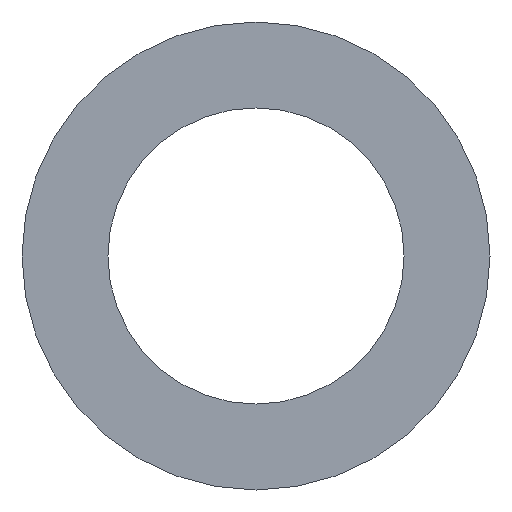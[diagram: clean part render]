
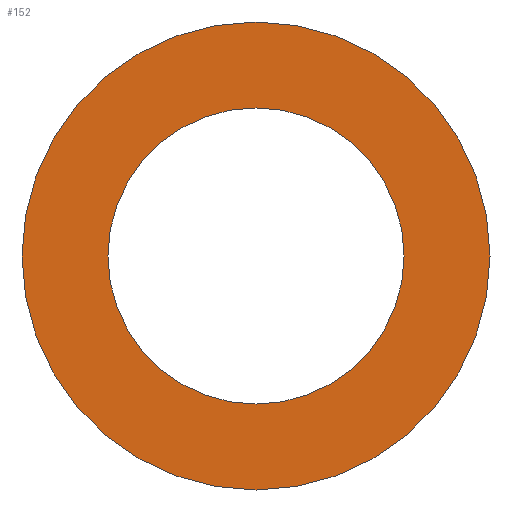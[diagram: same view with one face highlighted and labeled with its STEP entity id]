
A CAD part, front view. The second image highlights one B-rep face of the part: STEP entity #152.
In plain terms, the highlighted planar face has unit normal (0, -1, 0).
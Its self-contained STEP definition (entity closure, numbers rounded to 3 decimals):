
#1 = DIRECTION ( 'NONE',  ( 0., -1., 0. ) ) ;
#5 = FACE_BOUND ( 'NONE', #268, .T. ) ;
#19 = AXIS2_PLACEMENT_3D ( 'NONE', #272, #206, #55 ) ;
#23 = CARTESIAN_POINT ( 'NONE',  ( 0., 0., 0. ) ) ;
#25 = CIRCLE ( 'NONE', #33, 4.78 ) ;
#33 = AXIS2_PLACEMENT_3D ( 'NONE', #23, #107, #200 ) ;
#35 = VERTEX_POINT ( 'NONE', #189 ) ;
#49 = VERTEX_POINT ( 'NONE', #284 ) ;
#53 = DIRECTION ( 'NONE',  ( 0., 0., -1. ) ) ;
#55 = DIRECTION ( 'NONE',  ( 0., 0., 1. ) ) ;
#59 = ORIENTED_EDGE ( 'NONE', *, *, #106, .F. ) ;
#61 = CARTESIAN_POINT ( 'NONE',  ( 0., 0., -3.025 ) ) ;
#78 = EDGE_CURVE ( 'NONE', #35, #218, #25, .T. ) ;
#83 = DIRECTION ( 'NONE',  ( 0., -1., 0. ) ) ;
#99 = CARTESIAN_POINT ( 'NONE',  ( 0., 0., 0. ) ) ;
#101 = EDGE_LOOP ( 'NONE', ( #263, #197 ) ) ;
#106 = EDGE_CURVE ( 'NONE', #49, #166, #176, .T. ) ;
#107 = DIRECTION ( 'NONE',  ( 0., -1., 0. ) ) ;
#112 = CARTESIAN_POINT ( 'NONE',  ( 0., 0., 0. ) ) ;
#132 = FACE_OUTER_BOUND ( 'NONE', #101, .T. ) ;
#147 = EDGE_CURVE ( 'NONE', #166, #49, #188, .T. ) ;
#152 = ADVANCED_FACE ( 'NONE', ( #5, #132 ), #222, .F. ) ;
#159 = CARTESIAN_POINT ( 'NONE',  ( 0., 0., 0. ) ) ;
#166 = VERTEX_POINT ( 'NONE', #61 ) ;
#176 = CIRCLE ( 'NONE', #258, 3.025 ) ;
#177 = AXIS2_PLACEMENT_3D ( 'NONE', #159, #273, #178 ) ;
#178 = DIRECTION ( 'NONE',  ( 0., 0., -1. ) ) ;
#188 = CIRCLE ( 'NONE', #177, 3.025 ) ;
#189 = CARTESIAN_POINT ( 'NONE',  ( 0., 0., 4.78 ) ) ;
#191 = DIRECTION ( 'NONE',  ( 0., 0., -1. ) ) ;
#197 = ORIENTED_EDGE ( 'NONE', *, *, #78, .T. ) ;
#200 = DIRECTION ( 'NONE',  ( 0., 0., -1. ) ) ;
#206 = DIRECTION ( 'NONE',  ( 0., 1., 0. ) ) ;
#208 = AXIS2_PLACEMENT_3D ( 'NONE', #99, #83, #191 ) ;
#212 = CARTESIAN_POINT ( 'NONE',  ( 0., 0., -4.78 ) ) ;
#218 = VERTEX_POINT ( 'NONE', #212 ) ;
#222 = PLANE ( 'NONE',  #19 ) ;
#223 = EDGE_CURVE ( 'NONE', #218, #35, #262, .T. ) ;
#258 = AXIS2_PLACEMENT_3D ( 'NONE', #112, #1, #53 ) ;
#260 = ORIENTED_EDGE ( 'NONE', *, *, #147, .F. ) ;
#262 = CIRCLE ( 'NONE', #208, 4.78 ) ;
#263 = ORIENTED_EDGE ( 'NONE', *, *, #223, .T. ) ;
#268 = EDGE_LOOP ( 'NONE', ( #260, #59 ) ) ;
#272 = CARTESIAN_POINT ( 'NONE',  ( -4.78, 0., 0. ) ) ;
#273 = DIRECTION ( 'NONE',  ( 0., -1., 0. ) ) ;
#284 = CARTESIAN_POINT ( 'NONE',  ( 0., 0., 3.025 ) ) ;
